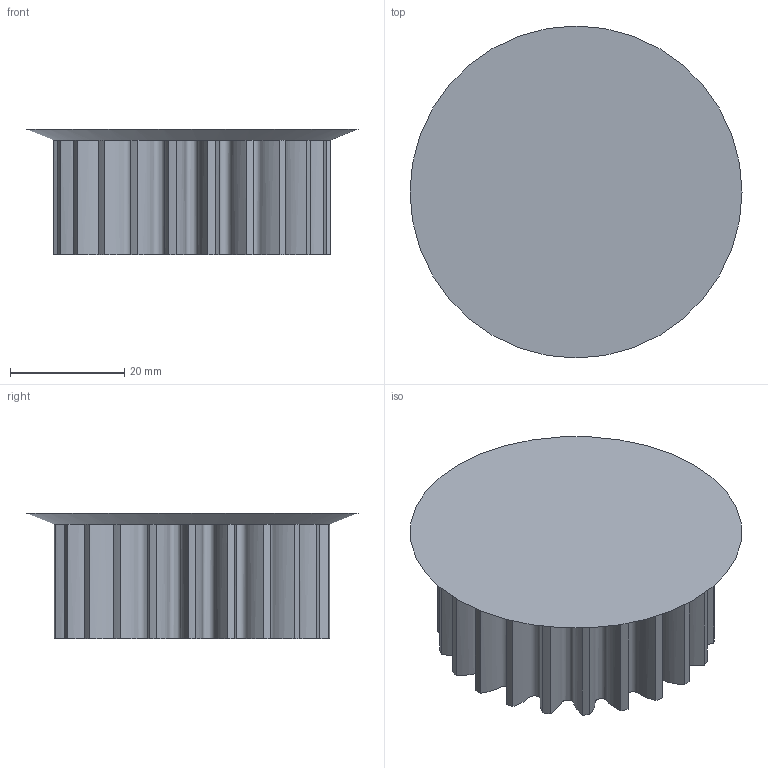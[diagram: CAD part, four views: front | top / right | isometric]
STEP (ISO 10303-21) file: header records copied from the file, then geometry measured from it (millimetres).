
FILE_DESCRIPTION(/* description */ (''),/* implementation_level */ '2;1');
FILE_NAME(/* name */ '',/* time_stamp */ '2026-01-16T14:50:52+03:00',/* author */ ('katya_notebook'),/* organization */ (''),/* preprocessor_version */ 'ST-DEVELOPER v20',/* originating_system */ 'Autodesk Inventor 2024',/* authorisation */ '');
FILE_SCHEMA (('AUTOMOTIVE_DESIGN { 1 0 10303 214 3 1 1 }'));
Length unit declared in the file: millimetre
Products named in the file (1): Шестерня
Bounding box: 58 x 58 x 22 mm (x, y, z)
Volume: 33811.8 mm3; surface area: 11933.4 mm2
Topology: 1 solids, 1 shells, 129 faces, 320 edges, 212 vertices
Faces by surface type: plane 79, cylinder 27, bspline 22, cone 1
Full cylindrical faces by diameter (mm): 3 x4, 5.2 x1
Entity records: 8535 total; most frequent: CARTESIAN_POINT 5613, ORIENTED_EDGE 620, DIRECTION 540, EDGE_CURVE 310, AXIS2_PLACEMENT_3D 209, VERTEX_POINT 192, EDGE_LOOP 138, FACE_OUTER_BOUND 129
